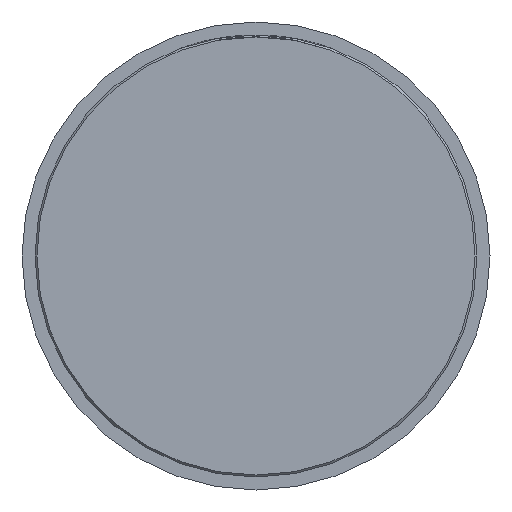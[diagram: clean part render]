
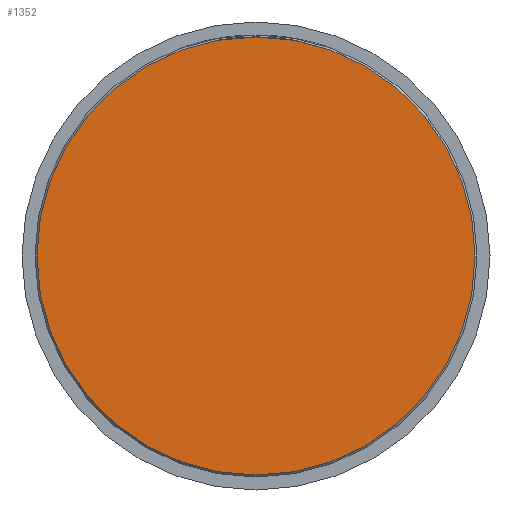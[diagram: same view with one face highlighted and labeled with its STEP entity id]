
A CAD part, front view. The second image highlights one B-rep face of the part: STEP entity #1352.
In plain terms, the highlighted planar face has unit normal (0, -1, 0).
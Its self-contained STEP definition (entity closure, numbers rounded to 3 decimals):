
#51 = CARTESIAN_POINT ( 'NONE',  ( 0., -39.2, 0. ) ) ;
#135 = VERTEX_POINT ( 'NONE', #2280 ) ;
#426 = EDGE_CURVE ( 'Defeature ausgef�hrt1_4+Defeature ausgef�hrt1_3+Defeature ausgef�hrt1_3+Defeature ausgef�hrt1_3', #135, #3377, #858, .T. ) ;
#507 = DIRECTION ( 'NONE',  ( 0., 1., 0. ) ) ;
#858 = CIRCLE ( 'NONE', #1056, 1.685 ) ;
#916 = DIRECTION ( 'NONE',  ( 0., 0., 1. ) ) ;
#1056 = AXIS2_PLACEMENT_3D ( 'NONE', #51, #2106, #916 ) ;
#1139 = DIRECTION ( 'NONE',  ( 0., 0., 1. ) ) ;
#1352 = ADVANCED_FACE ( 'Defeature ausgef�hrt1_3', ( #3142 ), #3151, .F. ) ;
#1399 = CARTESIAN_POINT ( 'NONE',  ( 1.685, -39.2, 0. ) ) ;
#1553 = ORIENTED_EDGE ( 'NONE', *, *, #2398, .F. ) ;
#1644 = AXIS2_PLACEMENT_3D ( 'NONE', #2028, #507, #1701 ) ;
#1701 = DIRECTION ( 'NONE',  ( 0., 0., 1. ) ) ;
#2028 = CARTESIAN_POINT ( 'NONE',  ( 0., -39.2, 0. ) ) ;
#2106 = DIRECTION ( 'NONE',  ( 0., 1., 0. ) ) ;
#2280 = CARTESIAN_POINT ( 'NONE',  ( 0., -39.2, -1.685 ) ) ;
#2375 = EDGE_LOOP ( 'NONE', ( #1553, #3572 ) ) ;
#2398 = EDGE_CURVE ( 'Defeature ausgef�hrt1_4+Defeature ausgef�hrt1_3+Defeature ausgef�hrt1_3+Defeature ausgef�hrt1_3', #3377, #135, #3348, .T. ) ;
#2665 = AXIS2_PLACEMENT_3D ( 'NONE', #1399, #2888, #1139 ) ;
#2746 = CARTESIAN_POINT ( 'NONE',  ( 0., -39.2, 1.685 ) ) ;
#2888 = DIRECTION ( 'NONE',  ( 0., 1., 0. ) ) ;
#3142 = FACE_OUTER_BOUND ( 'NONE', #2375, .T. ) ;
#3151 = PLANE ( 'NONE',  #2665 ) ;
#3348 = CIRCLE ( 'NONE', #1644, 1.685 ) ;
#3377 = VERTEX_POINT ( 'NONE', #2746 ) ;
#3572 = ORIENTED_EDGE ( 'NONE', *, *, #426, .F. ) ;
